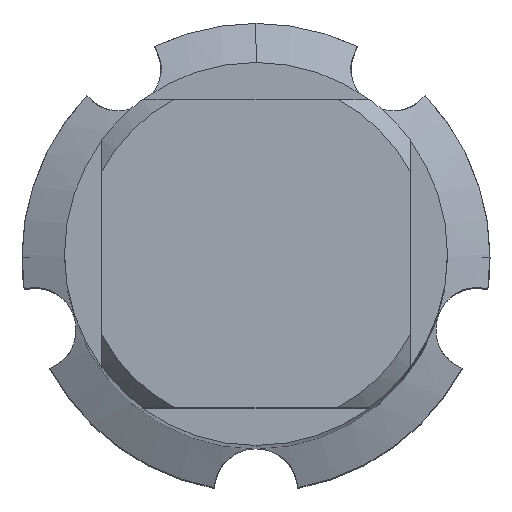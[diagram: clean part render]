
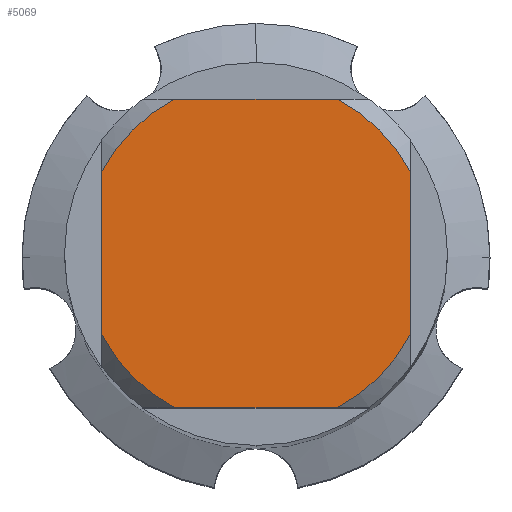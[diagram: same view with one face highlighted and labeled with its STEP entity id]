
A CAD part, top view. The second image highlights one B-rep face of the part: STEP entity #5069.
In plain terms, the highlighted planar face has unit normal (0, 0, 1).
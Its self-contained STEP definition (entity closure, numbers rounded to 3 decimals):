
#3337=EDGE_CURVE('',#6309,#8069,#9267,.T.);
#3733=EDGE_CURVE('',#4425,#4691,#9699,.T.);
#4267=EDGE_CURVE('',#6309,#6155,#10275,.T.);
#4425=VERTEX_POINT('',#10446);
#4691=VERTEX_POINT('',#10732);
#4791=EDGE_CURVE('',#4425,#8069,#10839,.T.);
#4905=EDGE_CURVE('',#7523,#5483,#10959,.T.);
#5069=ADVANCED_FACE('',(#11141),#11142,.T.);
#5483=VERTEX_POINT('',#11587);
#6031=EDGE_CURVE('',#6231,#6155,#12170,.T.);
#6047=EDGE_CURVE('',#7523,#4691,#12188,.T.);
#6155=VERTEX_POINT('',#12309);
#6231=VERTEX_POINT('',#12391);
#6309=VERTEX_POINT('',#12475);
#7523=VERTEX_POINT('',#13799);
#7799=EDGE_CURVE('',#6231,#5483,#14105,.T.);
#8069=VERTEX_POINT('',#14399);
#9267=LINE('',#15925,#15926);
#9699=LINE('',#16668,#16669);
#10275=CIRCLE('',#17829,8.2);
#10446=CARTESIAN_POINT('',(-3.831,-7.25,0.0));
#10732=CARTESIAN_POINT('',(3.831,-7.25,0.0));
#10839=CIRCLE('',#18986,8.2);
#10959=LINE('',#19268,#19269);
#11141=FACE_OUTER_BOUND('',#19564,.T.);
#11142=PLANE('',#19565);
#11587=CARTESIAN_POINT('',(7.25,3.831,0.0));
#12170=LINE('',#21453,#21454);
#12188=CIRCLE('',#21484,8.2);
#12309=CARTESIAN_POINT('',(-3.831,7.25,0.0));
#12391=CARTESIAN_POINT('',(3.831,7.25,0.0));
#12475=CARTESIAN_POINT('',(-7.25,3.831,0.0));
#13799=CARTESIAN_POINT('',(7.25,-3.831,0.0));
#14105=CIRCLE('',#25068,8.2);
#14399=CARTESIAN_POINT('',(-7.25,-3.831,0.0));
#15925=CARTESIAN_POINT('',(-7.25,2.05,0.0));
#15926=VECTOR('',#27985,1.0);
#16668=CARTESIAN_POINT('',(0.0,-7.25,0.0));
#16669=VECTOR('',#28450,1.0);
#17829=AXIS2_PLACEMENT_3D('',#29014,#29015,#29016);
#18986=AXIS2_PLACEMENT_3D('',#29565,#29566,#29567);
#19268=CARTESIAN_POINT('',(7.25,2.05,0.0));
#19269=VECTOR('',#29670,1.0);
#19564=EDGE_LOOP('',(#29869,#29870,#29871,#29872,#29873,#29874,#29875,#29876));
#19565=AXIS2_PLACEMENT_3D('',#29877,#29878,#29879);
#21453=CARTESIAN_POINT('',(0.0,7.25,0.0));
#21454=VECTOR('',#30781,1.0);
#21484=AXIS2_PLACEMENT_3D('',#30807,#30808,#30809);
#25068=AXIS2_PLACEMENT_3D('',#33136,#33137,#33138);
#27985=DIRECTION('',(-0.0,-1.0,0.0));
#28450=DIRECTION('',(1.0,0.0,0.0));
#29014=CARTESIAN_POINT('',(0.0,0.0,0.0));
#29015=DIRECTION('',(0.0,0.0,-1.0));
#29016=DIRECTION('',(0.0,1.0,0.0));
#29565=CARTESIAN_POINT('',(0.0,0.0,0.0));
#29566=DIRECTION('',(0.0,0.0,-1.0));
#29567=DIRECTION('',(0.0,1.0,0.0));
#29670=DIRECTION('',(-0.0,1.0,0.0));
#29869=ORIENTED_EDGE('',*,*,#3337,.T.);
#29870=ORIENTED_EDGE('',*,*,#4791,.F.);
#29871=ORIENTED_EDGE('',*,*,#3733,.T.);
#29872=ORIENTED_EDGE('',*,*,#6047,.F.);
#29873=ORIENTED_EDGE('',*,*,#4905,.T.);
#29874=ORIENTED_EDGE('',*,*,#7799,.F.);
#29875=ORIENTED_EDGE('',*,*,#6031,.T.);
#29876=ORIENTED_EDGE('',*,*,#4267,.F.);
#29877=CARTESIAN_POINT('',(0.0,4.1,0.0));
#29878=DIRECTION('',(-0.0,0.0,1.0));
#29879=DIRECTION('',(0.0,-1.0,0.0));
#30781=DIRECTION('',(-1.0,0.0,0.0));
#30807=CARTESIAN_POINT('',(0.0,0.0,0.0));
#30808=DIRECTION('',(0.0,0.0,-1.0));
#30809=DIRECTION('',(0.0,1.0,0.0));
#33136=CARTESIAN_POINT('',(0.0,0.0,0.0));
#33137=DIRECTION('',(0.0,0.0,-1.0));
#33138=DIRECTION('',(0.0,1.0,0.0));
